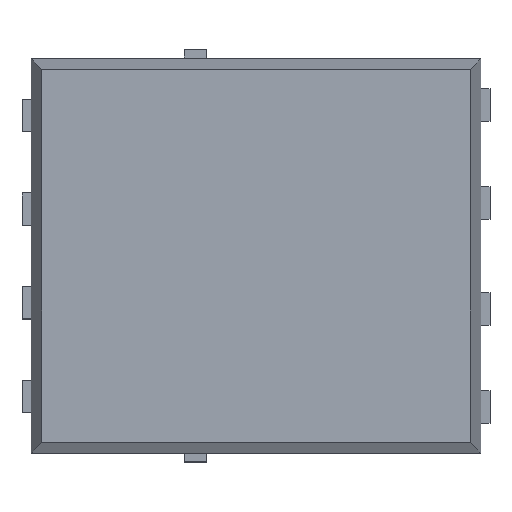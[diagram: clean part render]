
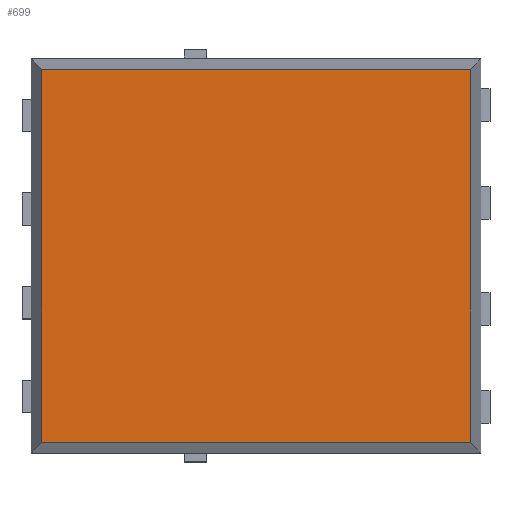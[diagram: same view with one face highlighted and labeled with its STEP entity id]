
A CAD part, top view. The second image highlights one B-rep face of the part: STEP entity #699.
In plain terms, the highlighted planar face has unit normal (0, 0, 1).
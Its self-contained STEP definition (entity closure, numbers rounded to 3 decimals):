
#607 = EDGE_CURVE('',#608,#610,#612,.T.);
#608 = VERTEX_POINT('',#609);
#609 = CARTESIAN_POINT('',(2.904,-2.529,1.11));
#610 = VERTEX_POINT('',#611);
#611 = CARTESIAN_POINT('',(-2.904,-2.529,1.11));
#612 = LINE('',#613,#614);
#613 = CARTESIAN_POINT('',(-3.05,-2.529,1.11));
#614 = VECTOR('',#615,1.);
#615 = DIRECTION('',(-1.,0.,0.));
#638 = EDGE_CURVE('',#610,#639,#641,.T.);
#639 = VERTEX_POINT('',#640);
#640 = CARTESIAN_POINT('',(-2.904,2.529,1.11));
#641 = LINE('',#642,#643);
#642 = CARTESIAN_POINT('',(-2.904,2.675,1.11));
#643 = VECTOR('',#644,1.);
#644 = DIRECTION('',(0.,1.,0.));
#662 = EDGE_CURVE('',#639,#663,#665,.T.);
#663 = VERTEX_POINT('',#664);
#664 = CARTESIAN_POINT('',(2.904,2.529,1.11));
#665 = LINE('',#666,#667);
#666 = CARTESIAN_POINT('',(3.05,2.529,1.11));
#667 = VECTOR('',#668,1.);
#668 = DIRECTION('',(1.,0.,0.));
#686 = EDGE_CURVE('',#663,#608,#687,.T.);
#687 = LINE('',#688,#689);
#688 = CARTESIAN_POINT('',(2.904,-2.675,1.11));
#689 = VECTOR('',#690,1.);
#690 = DIRECTION('',(0.,-1.,0.));
#699 = ADVANCED_FACE('',(#700),#706,.T.);
#700 = FACE_BOUND('',#701,.T.);
#701 = EDGE_LOOP('',(#702,#703,#704,#705));
#702 = ORIENTED_EDGE('',*,*,#686,.F.);
#703 = ORIENTED_EDGE('',*,*,#662,.F.);
#704 = ORIENTED_EDGE('',*,*,#638,.F.);
#705 = ORIENTED_EDGE('',*,*,#607,.F.);
#706 = PLANE('',#707);
#707 = AXIS2_PLACEMENT_3D('',#708,#709,#710);
#708 = CARTESIAN_POINT('',(-3.05,-2.675,1.11));
#709 = DIRECTION('',(0.,0.,1.));
#710 = DIRECTION('',(0.,1.,0.));
